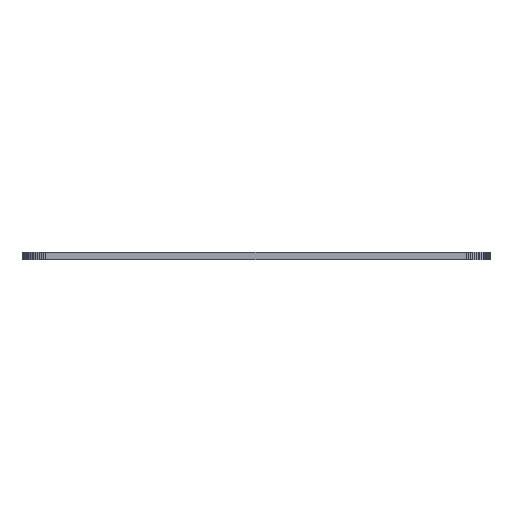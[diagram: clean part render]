
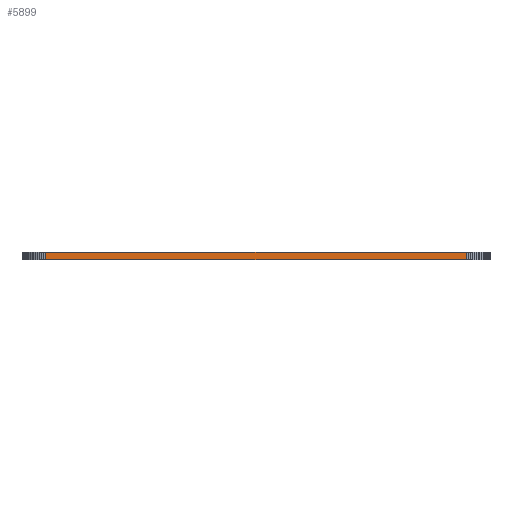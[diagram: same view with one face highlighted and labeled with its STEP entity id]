
A CAD part, left-side view. The second image highlights one B-rep face of the part: STEP entity #5899.
In plain terms, the highlighted planar face has unit normal (-1, 0, 0).
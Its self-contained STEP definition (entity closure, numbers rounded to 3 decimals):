
#90 = PLANE('',#91);
#91 = AXIS2_PLACEMENT_3D('',#92,#93,#94);
#92 = CARTESIAN_POINT('',(139.065,-97.155,1.58));
#93 = DIRECTION('',(-0.,-0.,-1.));
#94 = DIRECTION('',(-1.,0.,0.));
#144 = PLANE('',#145);
#145 = AXIS2_PLACEMENT_3D('',#146,#147,#148);
#146 = CARTESIAN_POINT('',(139.065,-97.155,0.));
#147 = DIRECTION('',(-0.,-0.,-1.));
#148 = DIRECTION('',(-1.,0.,0.));
#1765 = VERTEX_POINT('',#1766);
#1766 = CARTESIAN_POINT('',(34.29,-142.24,0.));
#1780 = PLANE('',#1781);
#1781 = AXIS2_PLACEMENT_3D('',#1782,#1783,#1784);
#1782 = CARTESIAN_POINT('',(34.309,-142.683,0.));
#1783 = DIRECTION('',(-0.999,-0.044,0.));
#1784 = DIRECTION('',(-0.044,0.999,0.));
#1792 = EDGE_CURVE('',#1765,#1793,#1795,.T.);
#1793 = VERTEX_POINT('',#1794);
#1794 = CARTESIAN_POINT('',(34.29,-52.07,0.));
#1795 = SURFACE_CURVE('',#1796,(#1800,#1807),.PCURVE_S1.);
#1796 = LINE('',#1797,#1798);
#1797 = CARTESIAN_POINT('',(34.29,-142.24,0.));
#1798 = VECTOR('',#1799,1.);
#1799 = DIRECTION('',(0.,1.,0.));
#1800 = PCURVE('',#144,#1801);
#1801 = DEFINITIONAL_REPRESENTATION('',(#1802),#1806);
#1802 = LINE('',#1803,#1804);
#1803 = CARTESIAN_POINT('',(104.775,-45.085));
#1804 = VECTOR('',#1805,1.);
#1805 = DIRECTION('',(0.,1.));
#1806 = ( GEOMETRIC_REPRESENTATION_CONTEXT(2) 
PARAMETRIC_REPRESENTATION_CONTEXT() REPRESENTATION_CONTEXT('2D SPACE',''
  ) );
#1807 = PCURVE('',#1808,#1813);
#1808 = PLANE('',#1809);
#1809 = AXIS2_PLACEMENT_3D('',#1810,#1811,#1812);
#1810 = CARTESIAN_POINT('',(34.29,-142.24,0.));
#1811 = DIRECTION('',(-1.,0.,0.));
#1812 = DIRECTION('',(0.,1.,0.));
#1813 = DEFINITIONAL_REPRESENTATION('',(#1814),#1818);
#1814 = LINE('',#1815,#1816);
#1815 = CARTESIAN_POINT('',(0.,0.));
#1816 = VECTOR('',#1817,1.);
#1817 = DIRECTION('',(1.,0.));
#1818 = ( GEOMETRIC_REPRESENTATION_CONTEXT(2) 
PARAMETRIC_REPRESENTATION_CONTEXT() REPRESENTATION_CONTEXT('2D SPACE',''
  ) );
#1836 = PLANE('',#1837);
#1837 = AXIS2_PLACEMENT_3D('',#1838,#1839,#1840);
#1838 = CARTESIAN_POINT('',(34.29,-52.07,0.));
#1839 = DIRECTION('',(-0.999,0.044,0.));
#1840 = DIRECTION('',(0.044,0.999,0.));
#4003 = VERTEX_POINT('',#4004);
#4004 = CARTESIAN_POINT('',(34.29,-142.24,1.58));
#4025 = EDGE_CURVE('',#4003,#4026,#4028,.T.);
#4026 = VERTEX_POINT('',#4027);
#4027 = CARTESIAN_POINT('',(34.29,-52.07,1.58));
#4028 = SURFACE_CURVE('',#4029,(#4033,#4040),.PCURVE_S1.);
#4029 = LINE('',#4030,#4031);
#4030 = CARTESIAN_POINT('',(34.29,-142.24,1.58));
#4031 = VECTOR('',#4032,1.);
#4032 = DIRECTION('',(0.,1.,0.));
#4033 = PCURVE('',#90,#4034);
#4034 = DEFINITIONAL_REPRESENTATION('',(#4035),#4039);
#4035 = LINE('',#4036,#4037);
#4036 = CARTESIAN_POINT('',(104.775,-45.085));
#4037 = VECTOR('',#4038,1.);
#4038 = DIRECTION('',(0.,1.));
#4039 = ( GEOMETRIC_REPRESENTATION_CONTEXT(2) 
PARAMETRIC_REPRESENTATION_CONTEXT() REPRESENTATION_CONTEXT('2D SPACE',''
  ) );
#4040 = PCURVE('',#1808,#4041);
#4041 = DEFINITIONAL_REPRESENTATION('',(#4042),#4046);
#4042 = LINE('',#4043,#4044);
#4043 = CARTESIAN_POINT('',(0.,-1.58));
#4044 = VECTOR('',#4045,1.);
#4045 = DIRECTION('',(1.,0.));
#4046 = ( GEOMETRIC_REPRESENTATION_CONTEXT(2) 
PARAMETRIC_REPRESENTATION_CONTEXT() REPRESENTATION_CONTEXT('2D SPACE',''
  ) );
#5849 = EDGE_CURVE('',#1793,#4026,#5850,.T.);
#5850 = SURFACE_CURVE('',#5851,(#5855,#5862),.PCURVE_S1.);
#5851 = LINE('',#5852,#5853);
#5852 = CARTESIAN_POINT('',(34.29,-52.07,0.));
#5853 = VECTOR('',#5854,1.);
#5854 = DIRECTION('',(0.,0.,1.));
#5855 = PCURVE('',#1836,#5856);
#5856 = DEFINITIONAL_REPRESENTATION('',(#5857),#5861);
#5857 = LINE('',#5858,#5859);
#5858 = CARTESIAN_POINT('',(0.,0.));
#5859 = VECTOR('',#5860,1.);
#5860 = DIRECTION('',(0.,-1.));
#5861 = ( GEOMETRIC_REPRESENTATION_CONTEXT(2) 
PARAMETRIC_REPRESENTATION_CONTEXT() REPRESENTATION_CONTEXT('2D SPACE',''
  ) );
#5862 = PCURVE('',#1808,#5863);
#5863 = DEFINITIONAL_REPRESENTATION('',(#5864),#5868);
#5864 = LINE('',#5865,#5866);
#5865 = CARTESIAN_POINT('',(90.17,0.));
#5866 = VECTOR('',#5867,1.);
#5867 = DIRECTION('',(0.,-1.));
#5868 = ( GEOMETRIC_REPRESENTATION_CONTEXT(2) 
PARAMETRIC_REPRESENTATION_CONTEXT() REPRESENTATION_CONTEXT('2D SPACE',''
  ) );
#5899 = ADVANCED_FACE('',(#5900),#1808,.T.);
#5900 = FACE_BOUND('',#5901,.T.);
#5901 = EDGE_LOOP('',(#5902,#5923,#5924,#5925));
#5902 = ORIENTED_EDGE('',*,*,#5903,.T.);
#5903 = EDGE_CURVE('',#1765,#4003,#5904,.T.);
#5904 = SURFACE_CURVE('',#5905,(#5909,#5916),.PCURVE_S1.);
#5905 = LINE('',#5906,#5907);
#5906 = CARTESIAN_POINT('',(34.29,-142.24,0.));
#5907 = VECTOR('',#5908,1.);
#5908 = DIRECTION('',(0.,0.,1.));
#5909 = PCURVE('',#1808,#5910);
#5910 = DEFINITIONAL_REPRESENTATION('',(#5911),#5915);
#5911 = LINE('',#5912,#5913);
#5912 = CARTESIAN_POINT('',(0.,0.));
#5913 = VECTOR('',#5914,1.);
#5914 = DIRECTION('',(0.,-1.));
#5915 = ( GEOMETRIC_REPRESENTATION_CONTEXT(2) 
PARAMETRIC_REPRESENTATION_CONTEXT() REPRESENTATION_CONTEXT('2D SPACE',''
  ) );
#5916 = PCURVE('',#1780,#5917);
#5917 = DEFINITIONAL_REPRESENTATION('',(#5918),#5922);
#5918 = LINE('',#5919,#5920);
#5919 = CARTESIAN_POINT('',(0.443,0.));
#5920 = VECTOR('',#5921,1.);
#5921 = DIRECTION('',(0.,-1.));
#5922 = ( GEOMETRIC_REPRESENTATION_CONTEXT(2) 
PARAMETRIC_REPRESENTATION_CONTEXT() REPRESENTATION_CONTEXT('2D SPACE',''
  ) );
#5923 = ORIENTED_EDGE('',*,*,#4025,.T.);
#5924 = ORIENTED_EDGE('',*,*,#5849,.F.);
#5925 = ORIENTED_EDGE('',*,*,#1792,.F.);
